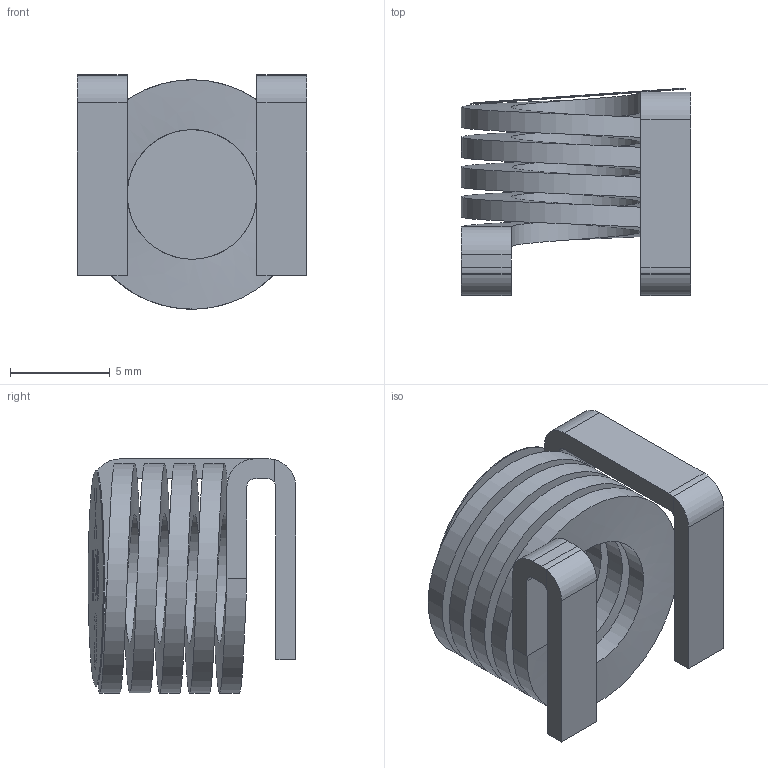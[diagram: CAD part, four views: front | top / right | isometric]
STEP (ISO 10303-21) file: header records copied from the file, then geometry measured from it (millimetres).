
FILE_DESCRIPTION (( 'STEP AP214' ), '1' );
FILE_NAME ('Coilcraft-1212VS-90N.STEP', '2020-07-22T17:50:31', ( '' ), ( '' ), 'SwSTEP 2.0', 'SolidWorks 2020', '' );
FILE_SCHEMA (( 'AUTOMOTIVE_DESIGN' ));
Length unit declared in the file: millimetre
Products named in the file (1): Coilcraft-1212VS-90N
Bounding box: 11.5 x 10.41 x 11.75 mm (x, y, z)
Volume: 423 mm3; surface area: 1375.3 mm2
Topology: 4 solids, 4 shells, 111 faces, 264 edges, 168 vertices
Faces by surface type: plane 60, bspline 37, cylinder 14
Entity records: 5681 total; most frequent: CARTESIAN_POINT 3207, ORIENTED_EDGE 528, DIRECTION 347, EDGE_CURVE 264, VERTEX_POINT 168, VECTOR 141, LINE 141, EDGE_LOOP 118
